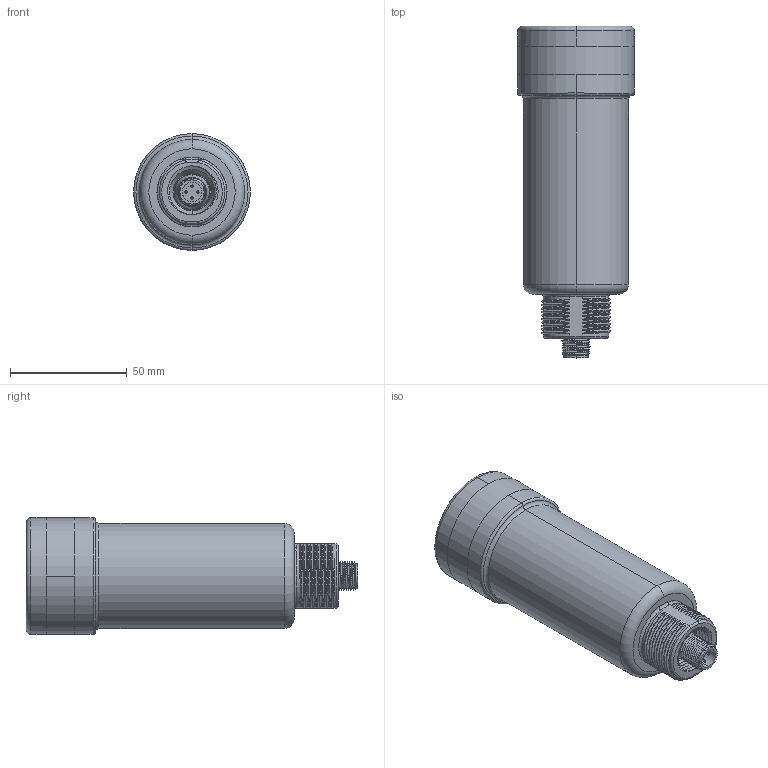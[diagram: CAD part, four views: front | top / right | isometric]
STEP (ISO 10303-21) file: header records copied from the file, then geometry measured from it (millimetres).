
FILE_DESCRIPTION((''),'2;1');
FILE_NAME('168280_ASM','2014-06-26T',('pdmadmin'),(''),'PRO/ENGINEER BY PARAMETRIC TECHNOLOGY CORPORATION, 2013230','PRO/ENGINEER BY PARAMETRIC TECHNOLOGY CORPORATION, 2013230','');
FILE_SCHEMA(('CONFIG_CONTROL_DESIGN'));
Length unit declared in the file: millimetre
Products named in the file (6): 163979; 141960; 08427_NO_ORING; 158231_WEB; 158946; 168280_ASM
Assembly tree (5 placements, depth 2):
  168280_ASM
    163979
    141960
    08427_NO_ORING
    158231_WEB
    158946
Bounding box: 50 x 142.15 x 50 mm (x, y, z)
Volume: 73107.4 mm3; surface area: 54127.2 mm2
Topology: 5 solids, 5 shells, 847 faces, 2006 edges, 1219 vertices
Faces by surface type: bspline 254, cylinder 241, plane 136, torus 82, sphere 72, cone 62
Entity records: 72993 total; most frequent: CARTESIAN_POINT 55183, ORIENTED_EDGE 4012, DIRECTION 3229, EDGE_CURVE 2006, AXIS2_PLACEMENT_3D 1364, VERTEX_POINT 1219, EDGE_LOOP 903, FACE_OUTER_BOUND 847
